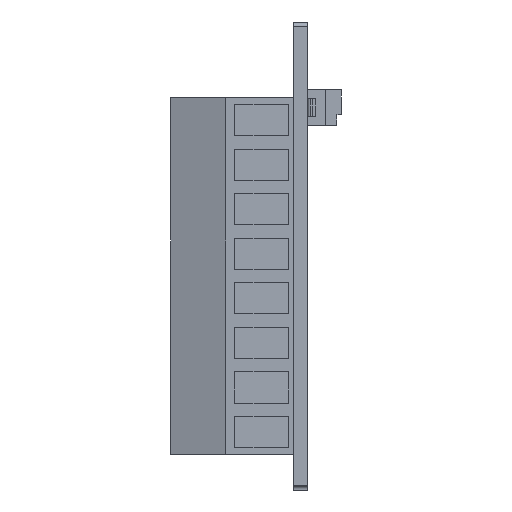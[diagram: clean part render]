
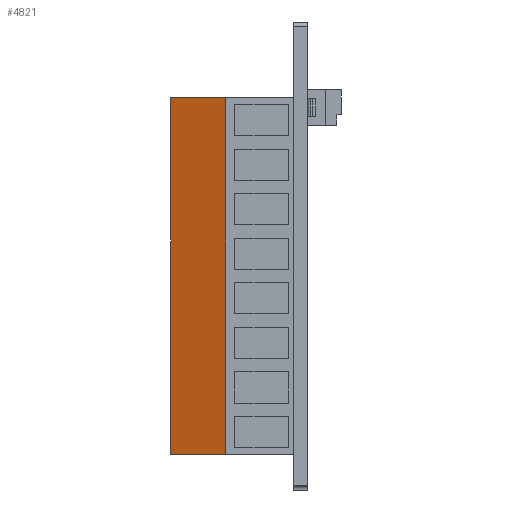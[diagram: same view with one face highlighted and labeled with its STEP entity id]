
A CAD part, left-side view. The second image highlights one B-rep face of the part: STEP entity #4821.
In plain terms, the highlighted planar face has unit normal (-0.942, 0.334, 0).
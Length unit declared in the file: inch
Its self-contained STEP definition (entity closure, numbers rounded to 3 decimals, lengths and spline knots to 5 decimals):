
#700 = EDGE_LOOP ( 'NONE', ( #10834, #26220, #20497, #2928 ) ) ;
#717 = VECTOR ( 'NONE', #12233, 39.37008 ) ;
#2928 = ORIENTED_EDGE ( 'NONE', *, *, #24896, .T. ) ;
#3580 = EDGE_CURVE ( 'NONE', #12440, #27141, #24649, .T. ) ;
#4353 = DIRECTION ( 'NONE',  ( -0.942, 0.334, 0. ) ) ;
#4819 = LINE ( 'NONE', #26255, #17144 ) ;
#4821 = ADVANCED_FACE ( 'NONE', ( #19733 ), #6713, .T. ) ;
#6323 = EDGE_CURVE ( 'NONE', #15835, #12440, #4819, .T. ) ;
#6713 = PLANE ( 'NONE',  #21132 ) ;
#8025 = CARTESIAN_POINT ( 'NONE',  ( 0.09435, 1.84566, 1.15051 ) ) ;
#9307 = CARTESIAN_POINT ( 'NONE',  ( 0.00774, 1.60157, 1.15051 ) ) ;
#10834 = ORIENTED_EDGE ( 'NONE', *, *, #3580, .F. ) ;
#11501 = DIRECTION ( 'NONE',  ( 0., 0., -1. ) ) ;
#12233 = DIRECTION ( 'NONE',  ( 0.334, 0.942, 0. ) ) ;
#12440 = VERTEX_POINT ( 'NONE', #9307 ) ;
#13811 = LINE ( 'NONE', #22224, #717 ) ;
#15835 = VERTEX_POINT ( 'NONE', #16496 ) ;
#16496 = CARTESIAN_POINT ( 'NONE',  ( 0.00774, 1.60157, 2.72531 ) ) ;
#16759 = DIRECTION ( 'NONE',  ( 0., 0., -1. ) ) ;
#17144 = VECTOR ( 'NONE', #11501, 39.37008 ) ;
#18860 = VECTOR ( 'NONE', #25793, 39.37008 ) ;
#19103 = CARTESIAN_POINT ( 'NONE',  ( 0.00774, 1.60157, 2.72531 ) ) ;
#19733 = FACE_OUTER_BOUND ( 'NONE', #700, .T. ) ;
#20266 = EDGE_CURVE ( 'NONE', #15835, #29005, #13811, .T. ) ;
#20497 = ORIENTED_EDGE ( 'NONE', *, *, #20266, .T. ) ;
#21132 = AXIS2_PLACEMENT_3D ( 'NONE', #19103, #4353, #21562 ) ;
#21136 = CARTESIAN_POINT ( 'NONE',  ( 0.00774, 1.60157, 1.15051 ) ) ;
#21562 = DIRECTION ( 'NONE',  ( -0.334, -0.942, 0. ) ) ;
#22224 = CARTESIAN_POINT ( 'NONE',  ( 0.00774, 1.60157, 2.72531 ) ) ;
#23040 = VECTOR ( 'NONE', #16759, 39.37008 ) ;
#24649 = LINE ( 'NONE', #21136, #18860 ) ;
#24896 = EDGE_CURVE ( 'NONE', #29005, #27141, #29604, .T. ) ;
#25793 = DIRECTION ( 'NONE',  ( 0.334, 0.942, 0. ) ) ;
#26220 = ORIENTED_EDGE ( 'NONE', *, *, #6323, .F. ) ;
#26255 = CARTESIAN_POINT ( 'NONE',  ( 0.00774, 1.60157, 2.72531 ) ) ;
#27141 = VERTEX_POINT ( 'NONE', #8025 ) ;
#29005 = VERTEX_POINT ( 'NONE', #30002 ) ;
#29032 = CARTESIAN_POINT ( 'NONE',  ( 0.09435, 1.84566, 2.72531 ) ) ;
#29604 = LINE ( 'NONE', #29032, #23040 ) ;
#30002 = CARTESIAN_POINT ( 'NONE',  ( 0.09435, 1.84566, 2.72531 ) ) ;
